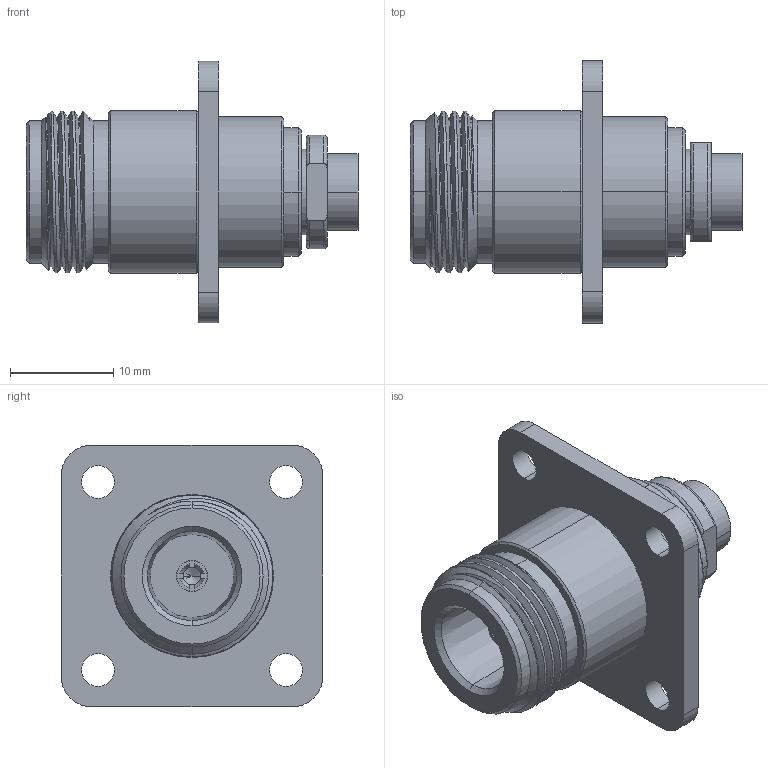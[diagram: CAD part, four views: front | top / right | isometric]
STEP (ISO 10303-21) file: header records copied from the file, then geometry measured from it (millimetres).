
FILE_DESCRIPTION((''),'2;1');
FILE_NAME('82-6163_SW0001','2017-09-15T',('Anand'),(''),'PRO/ENGINEER BY PARAMETRIC TECHNOLOGY CORPORATION, 2014440','PRO/ENGINEER BY PARAMETRIC TECHNOLOGY CORPORATION, 2014440','');
FILE_SCHEMA(('CONFIG_CONTROL_DESIGN'));
Length unit declared in the file: millimetre
Products named in the file (1): 82-6163_SW0001
Bounding box: 32.2 x 25.4 x 25.4 mm (x, y, z)
Volume: 5092.1 mm3; surface area: 3552.3 mm2
Topology: 1 solids, 1 shells, 133 faces, 328 edges, 206 vertices
Faces by surface type: cylinder 49, plane 35, cone 31, bspline 14, torus 4
Entity records: 7070 total; most frequent: CARTESIAN_POINT 3935, ORIENTED_EDGE 652, DIRECTION 630, EDGE_CURVE 326, AXIS2_PLACEMENT_3D 251, VERTEX_POINT 206, EDGE_LOOP 152, FACE_OUTER_BOUND 133
